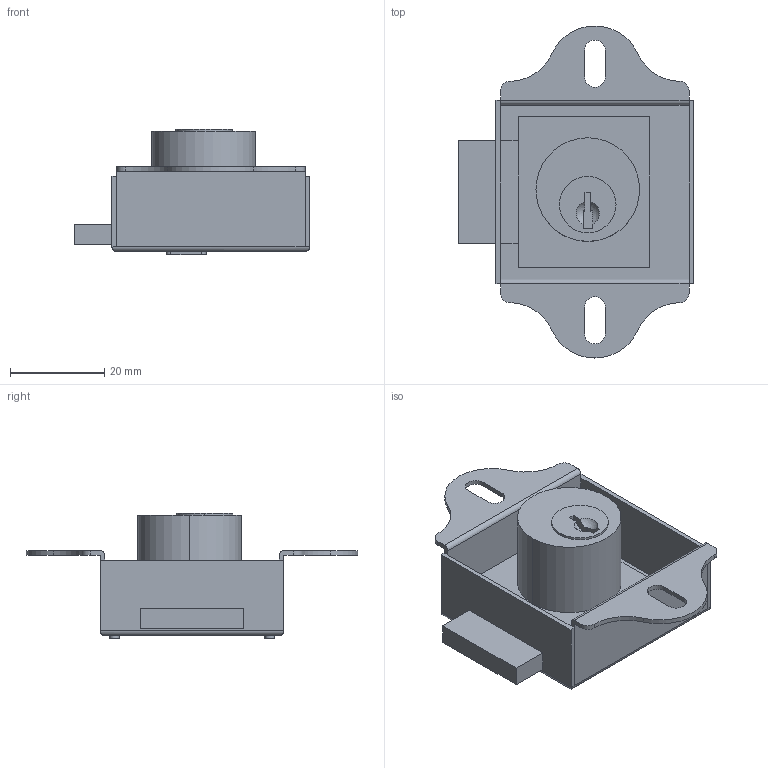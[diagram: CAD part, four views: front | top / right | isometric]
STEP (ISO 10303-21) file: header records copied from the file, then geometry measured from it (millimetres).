
FILE_DESCRIPTION (( 'STEP AP203' ), '1' );
FILE_NAME ('C-4-1-locker.STEP', '2021-05-14T02:22:13', ( '' ), ( '' ), 'SwSTEP 2.0', 'SolidWorks 2018', '' );
FILE_SCHEMA (( 'CONFIG_CONTROL_DESIGN' ));
Length unit declared in the file: millimetre
Products named in the file (4): C-4-1-ロッカー本体_; C-4-1-ロッカー錠部__lock; C-4-1-locker; C-4-1-ローター__lo
Assembly tree (3 placements, depth 2):
  C-4-1-locker
    C-4-1-ロッカー本体_
    C-4-1-ロッカー錠部__lock
    C-4-1-ローター__lo
Bounding box: 50 x 70.5 x 26.75 mm (x, y, z)
Volume: 18931.1 mm3; surface area: 16083.6 mm2
Topology: 3 solids, 3 shells, 103 faces, 260 edges, 168 vertices
Faces by surface type: plane 69, cylinder 32, sphere 2
Entity records: 3500 total; most frequent: CARTESIAN_POINT 549, DIRECTION 538, ORIENTED_EDGE 520, EDGE_CURVE 260, LINE 192, VECTOR 192, AXIS2_PLACEMENT_3D 173, VERTEX_POINT 168
